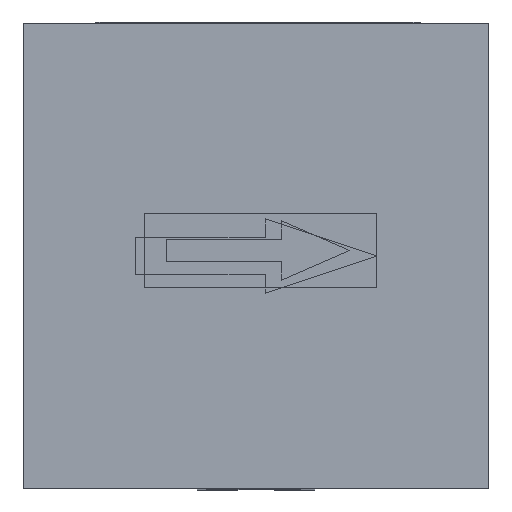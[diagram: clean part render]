
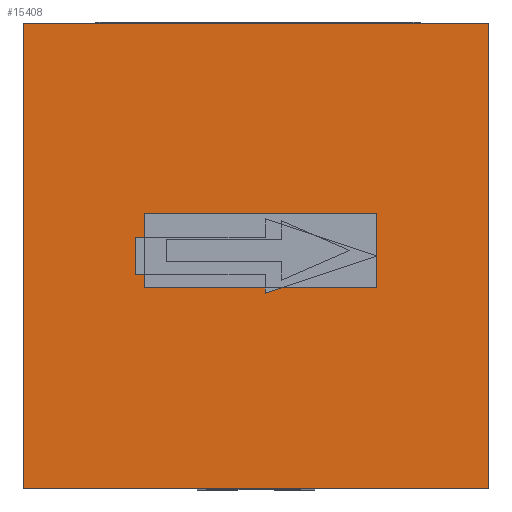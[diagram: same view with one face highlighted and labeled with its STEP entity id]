
A CAD part, left-side view. The second image highlights one B-rep face of the part: STEP entity #15408.
In plain terms, the highlighted planar face has unit normal (-1, 0, 0).
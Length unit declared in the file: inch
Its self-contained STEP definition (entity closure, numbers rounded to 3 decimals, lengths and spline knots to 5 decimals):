
#52 = ORIENTED_EDGE ( 'NONE', *, *, #810, .F. ) ;
#95 = VECTOR ( 'NONE', #918, 39.37008 ) ;
#140 = VERTEX_POINT ( 'NONE', #5398 ) ;
#180 = VERTEX_POINT ( 'NONE', #12884 ) ;
#258 = CARTESIAN_POINT ( 'NONE',  ( -5.12, 1.25, 0. ) ) ;
#676 = VERTEX_POINT ( 'NONE', #16973 ) ;
#705 = EDGE_CURVE ( 'NONE', #15254, #4505, #5127, .T. ) ;
#767 = FACE_OUTER_BOUND ( 'NONE', #14050, .T. ) ;
#810 = EDGE_CURVE ( 'NONE', #5961, #676, #13193, .T. ) ;
#918 = DIRECTION ( 'NONE',  ( 0., -1., 0. ) ) ;
#1389 = EDGE_CURVE ( 'NONE', #16076, #4039, #6130, .T. ) ;
#1592 = VECTOR ( 'NONE', #15621, 39.37008 ) ;
#1679 = ORIENTED_EDGE ( 'NONE', *, *, #13964, .F. ) ;
#1787 = VECTOR ( 'NONE', #7759, 39.37008 ) ;
#1993 = DIRECTION ( 'NONE',  ( 0., 0.949, 0.316 ) ) ;
#1998 = CARTESIAN_POINT ( 'NONE',  ( -5.12, 0.6, -0.675 ) ) ;
#2218 = CARTESIAN_POINT ( 'NONE',  ( -5.12, 0.95, -0.675 ) ) ;
#2515 = CARTESIAN_POINT ( 'NONE',  ( -5.12, 0.6, -0.525 ) ) ;
#2604 = DIRECTION ( 'NONE',  ( 0., 0., -1. ) ) ;
#2724 = CARTESIAN_POINT ( 'NONE',  ( -5.12, 0.95, -0.575 ) ) ;
#2980 = DIRECTION ( 'NONE',  ( 0., 0., 1. ) ) ;
#3199 = ORIENTED_EDGE ( 'NONE', *, *, #12424, .F. ) ;
#3592 = ORIENTED_EDGE ( 'NONE', *, *, #705, .F. ) ;
#3693 = ORIENTED_EDGE ( 'NONE', *, *, #15880, .F. ) ;
#4014 = VECTOR ( 'NONE', #11171, 39.37008 ) ;
#4039 = VERTEX_POINT ( 'NONE', #6356 ) ;
#4370 = ORIENTED_EDGE ( 'NONE', *, *, #8474, .F. ) ;
#4451 = CARTESIAN_POINT ( 'NONE',  ( -5.12, 0., 0. ) ) ;
#4505 = VERTEX_POINT ( 'NONE', #2724 ) ;
#4716 = ORIENTED_EDGE ( 'NONE', *, *, #8685, .F. ) ;
#4718 = DIRECTION ( 'NONE',  ( 0., -0.949, 0.316 ) ) ;
#4794 = VECTOR ( 'NONE', #7364, 39.37008 ) ;
#5127 = LINE ( 'NONE', #6548, #7596 ) ;
#5198 = ORIENTED_EDGE ( 'NONE', *, *, #14204, .F. ) ;
#5398 = CARTESIAN_POINT ( 'NONE',  ( -5.12, 0.6, -0.525 ) ) ;
#5433 = ORIENTED_EDGE ( 'NONE', *, *, #1389, .F. ) ;
#5612 = CARTESIAN_POINT ( 'NONE',  ( -5.12, 0.95, -0.675 ) ) ;
#5770 = CARTESIAN_POINT ( 'NONE',  ( -5.12, 0.6, -0.575 ) ) ;
#5801 = CARTESIAN_POINT ( 'NONE',  ( -5.12, 0., 0. ) ) ;
#5895 = VECTOR ( 'NONE', #2604, 39.37008 ) ;
#5961 = VERTEX_POINT ( 'NONE', #7669 ) ;
#6130 = LINE ( 'NONE', #17276, #11856 ) ;
#6356 = CARTESIAN_POINT ( 'NONE',  ( -5.12, 0.3, -0.625 ) ) ;
#6548 = CARTESIAN_POINT ( 'NONE',  ( -5.12, 0.6, -0.575 ) ) ;
#6612 = ORIENTED_EDGE ( 'NONE', *, *, #15165, .F. ) ;
#6896 = DIRECTION ( 'NONE',  ( 0., 1., 0. ) ) ;
#7201 = DIRECTION ( 'NONE',  ( 0., 0., -1. ) ) ;
#7364 = DIRECTION ( 'NONE',  ( 0., 0., -1. ) ) ;
#7568 = LINE ( 'NONE', #1998, #1787 ) ;
#7596 = VECTOR ( 'NONE', #10806, 39.37008 ) ;
#7669 = CARTESIAN_POINT ( 'NONE',  ( -5.12, 1.25, -1.25 ) ) ;
#7759 = DIRECTION ( 'NONE',  ( 0., 0., -1. ) ) ;
#7837 = CARTESIAN_POINT ( 'NONE',  ( -5.12, 0.95, -0.675 ) ) ;
#7958 = EDGE_LOOP ( 'NONE', ( #1679, #3199, #3592, #3693, #9758, #5433, #4716 ) ) ;
#8393 = EDGE_CURVE ( 'NONE', #4039, #140, #9182, .T. ) ;
#8407 = VECTOR ( 'NONE', #1993, 39.37008 ) ;
#8474 = EDGE_CURVE ( 'NONE', #11522, #180, #13790, .T. ) ;
#8685 = EDGE_CURVE ( 'NONE', #11703, #16076, #7568, .T. ) ;
#9182 = LINE ( 'NONE', #14914, #8407 ) ;
#9744 = CARTESIAN_POINT ( 'NONE',  ( -5.12, 0., -1.25 ) ) ;
#9758 = ORIENTED_EDGE ( 'NONE', *, *, #8393, .F. ) ;
#10153 = LINE ( 'NONE', #5612, #15651 ) ;
#10261 = DIRECTION ( 'NONE',  ( -1., 0., 0. ) ) ;
#10629 = CARTESIAN_POINT ( 'NONE',  ( -5.12, 0.6, -0.725 ) ) ;
#10764 = PLANE ( 'NONE',  #15502 ) ;
#10806 = DIRECTION ( 'NONE',  ( 0., 1., 0. ) ) ;
#11171 = DIRECTION ( 'NONE',  ( 0., -1., 0. ) ) ;
#11522 = VERTEX_POINT ( 'NONE', #5801 ) ;
#11608 = VECTOR ( 'NONE', #6896, 39.37008 ) ;
#11703 = VERTEX_POINT ( 'NONE', #18132 ) ;
#11856 = VECTOR ( 'NONE', #4718, 39.37008 ) ;
#12208 = CARTESIAN_POINT ( 'NONE',  ( -5.12, 0., 0. ) ) ;
#12424 = EDGE_CURVE ( 'NONE', #4505, #13196, #10153, .T. ) ;
#12884 = CARTESIAN_POINT ( 'NONE',  ( -5.12, 0., -1.25 ) ) ;
#13193 = LINE ( 'NONE', #258, #1592 ) ;
#13196 = VERTEX_POINT ( 'NONE', #7837 ) ;
#13790 = LINE ( 'NONE', #4451, #4794 ) ;
#13955 = FACE_BOUND ( 'NONE', #7958, .T. ) ;
#13964 = EDGE_CURVE ( 'NONE', #13196, #11703, #15131, .T. ) ;
#14050 = EDGE_LOOP ( 'NONE', ( #5198, #52, #6612, #4370 ) ) ;
#14204 = EDGE_CURVE ( 'NONE', #676, #11522, #18149, .T. ) ;
#14914 = CARTESIAN_POINT ( 'NONE',  ( -5.12, 0.3, -0.625 ) ) ;
#15131 = LINE ( 'NONE', #2218, #95 ) ;
#15165 = EDGE_CURVE ( 'NONE', #180, #5961, #18234, .T. ) ;
#15254 = VERTEX_POINT ( 'NONE', #5770 ) ;
#15408 = ADVANCED_FACE ( 'NONE', ( #13955, #767 ), #10764, .T. ) ;
#15434 = LINE ( 'NONE', #2515, #5895 ) ;
#15459 = CARTESIAN_POINT ( 'NONE',  ( -5.12, 1.25, 0. ) ) ;
#15502 = AXIS2_PLACEMENT_3D ( 'NONE', #15459, #10261, #2980 ) ;
#15621 = DIRECTION ( 'NONE',  ( 0., 0., 1. ) ) ;
#15651 = VECTOR ( 'NONE', #7201, 39.37008 ) ;
#15880 = EDGE_CURVE ( 'NONE', #140, #15254, #15434, .T. ) ;
#16076 = VERTEX_POINT ( 'NONE', #10629 ) ;
#16973 = CARTESIAN_POINT ( 'NONE',  ( -5.12, 1.25, 0. ) ) ;
#17276 = CARTESIAN_POINT ( 'NONE',  ( -5.12, 0.6, -0.725 ) ) ;
#18132 = CARTESIAN_POINT ( 'NONE',  ( -5.12, 0.6, -0.675 ) ) ;
#18149 = LINE ( 'NONE', #12208, #4014 ) ;
#18234 = LINE ( 'NONE', #9744, #11608 ) ;
